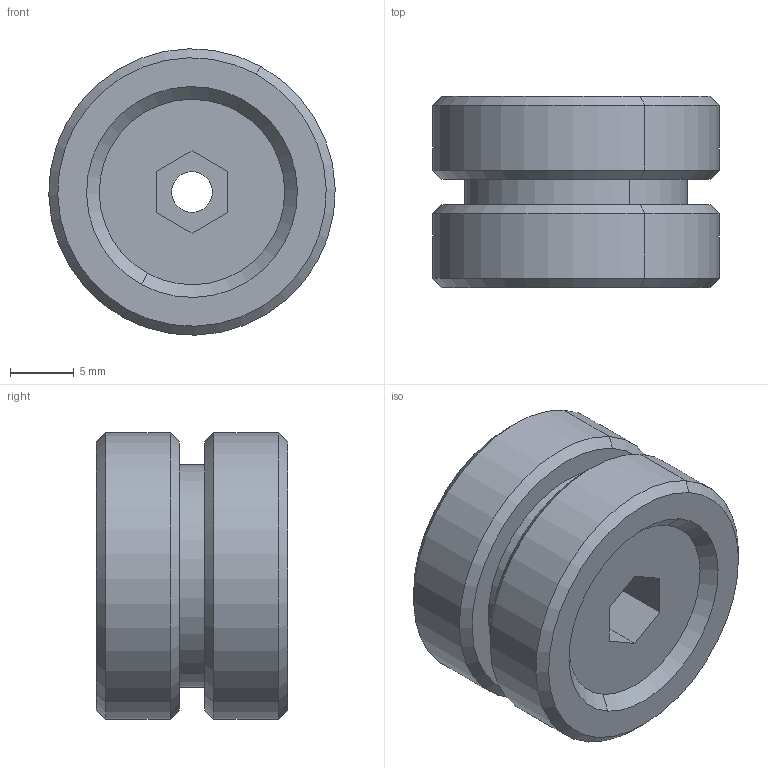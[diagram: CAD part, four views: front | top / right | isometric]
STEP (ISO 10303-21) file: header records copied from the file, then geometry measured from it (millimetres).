
FILE_DESCRIPTION(('CATIA V5 STEP Exchange'),'2;1');
FILE_NAME('Kettenrad.stp','2017-07-10T13:29:16+00:00',('none'),('none'),'CATIA Version 5 Release 18 GA (IN-10)','CATIA V5 STEP AP203','none');
FILE_SCHEMA(('CONFIG_CONTROL_DESIGN'));
Length unit declared in the file: millimetre
Products named in the file (1): Kettenrad
Bounding box: 22.49 x 15 x 22.49 mm (x, y, z)
Volume: 5152 mm3; surface area: 2221.6 mm2
Topology: 1 solids, 1 shells, 32 faces, 72 edges, 47 vertices
Faces by surface type: cone 12, plane 12, cylinder 8
Entity records: 879 total; most frequent: CARTESIAN_POINT 162, ORIENTED_EDGE 136, DIRECTION 115, EDGE_CURVE 68, AXIS2_PLACEMENT_3D 54, VERTEX_POINT 42, VECTOR 40, LINE 40
